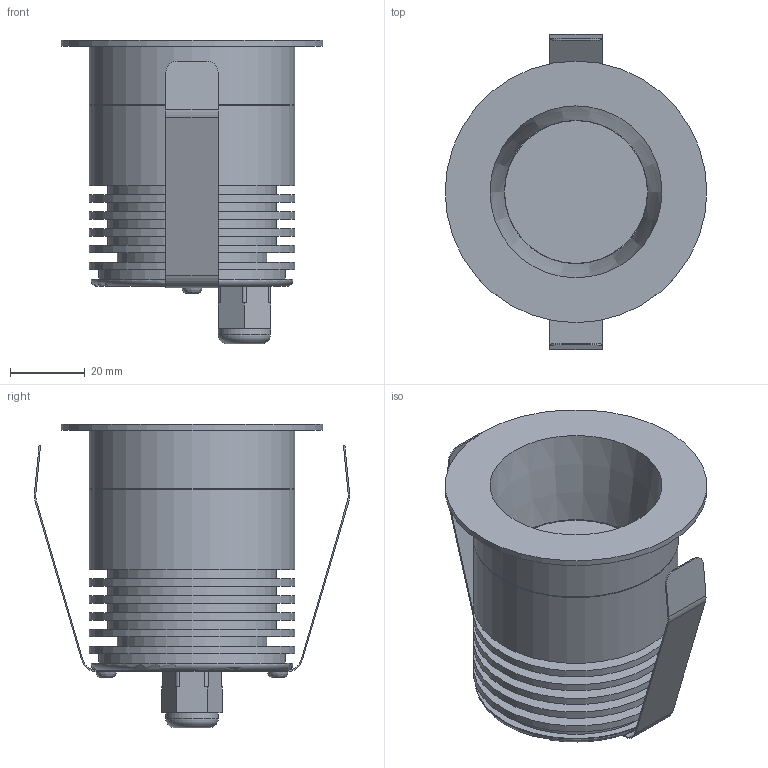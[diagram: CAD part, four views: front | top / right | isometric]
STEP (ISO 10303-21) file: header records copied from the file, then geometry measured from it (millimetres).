
FILE_DESCRIPTION(/* description */ (''),/* implementation_level */ '2;1');
FILE_NAME(/* name */ 'AL-DL036-7-WB-WW-65.stp',/* time_stamp */ '2025-12-18T15:29:59+08:00',/* author */ (''),/* organization */ (''),/* preprocessor_version */ 'ST-DEVELOPER v11',/* originating_system */ 'SIEMENS UGS NX 6.0',/* authorisation */ '');
FILE_SCHEMA (('CONFIG_CONTROL_DESIGN'));
Length unit declared in the file: millimetre
Products named in the file (1): ALDL0367_A068_stp
Bounding box: 70 x 84.36 x 81.25 mm (x, y, z)
Volume: 114067.4 mm3; surface area: 36045 mm2
Topology: 1 solids, 3 shells, 130 faces, 292 edges, 190 vertices
Faces by surface type: plane 79, cylinder 45, cone 2, bspline 2, torus 2
Full cylindrical faces by diameter (mm): 2.9 x2, 3.2 x2, 7.5 x1, 8 x1, 12 x1, 14 x1, 38.2 x1, 38.5 x1, 40 x1, 45 x4, 50 x1, 54 x1, 54.8 x1, 55 x7, 70 x1
Entity records: 3540 total; most frequent: CARTESIAN_POINT 620, DIRECTION 618, ORIENTED_EDGE 504, EDGE_CURVE 252, AXIS2_PLACEMENT_3D 237, EDGE_LOOP 188, VERTEX_POINT 183, LINE 144
